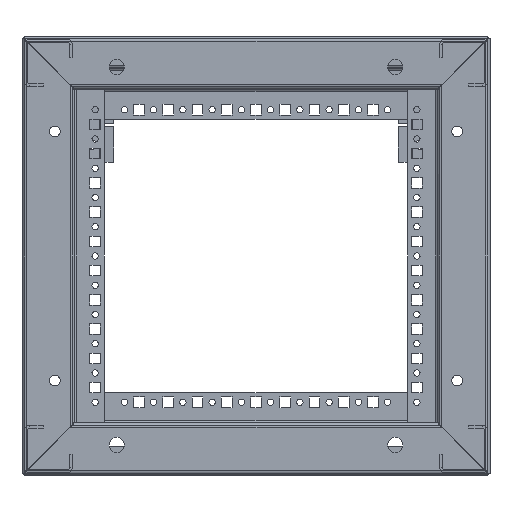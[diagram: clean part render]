
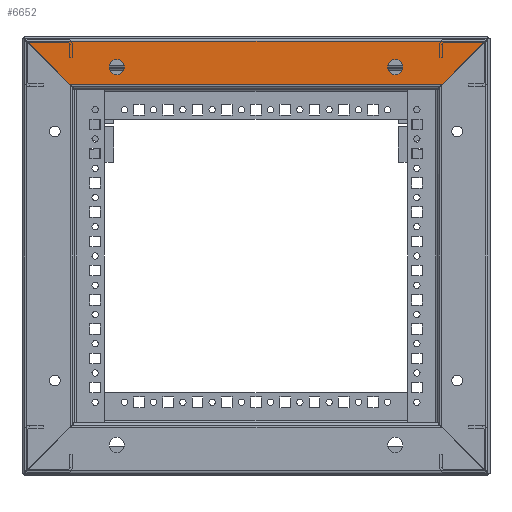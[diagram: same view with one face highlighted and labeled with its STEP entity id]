
A CAD part, front view. The second image highlights one B-rep face of the part: STEP entity #6652.
In plain terms, the highlighted planar face has unit normal (0, -1, 0).
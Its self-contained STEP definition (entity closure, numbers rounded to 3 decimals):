
#6652=ADVANCED_FACE('',(#17738,#17739,#17740),#17741,.T.);
#17738=FACE_OUTER_BOUND('',#36190,.T.);
#17739=FACE_BOUND('',#36191,.T.);
#17740=FACE_BOUND('',#36192,.T.);
#17741=PLANE('',#36193);
#36190=EDGE_LOOP('',(#57353,#57354,#57355,#57356));
#36191=EDGE_LOOP('',(#57357,#57358));
#36192=EDGE_LOOP('',(#57359,#57360));
#36193=AXIS2_PLACEMENT_3D('',#57361,#57362,#57363);
#57353=ORIENTED_EDGE('',*,*,#105487,.T.);
#57354=ORIENTED_EDGE('',*,*,#105489,.T.);
#57355=ORIENTED_EDGE('',*,*,#105393,.T.);
#57356=ORIENTED_EDGE('',*,*,#105375,.F.);
#57357=ORIENTED_EDGE('',*,*,#105029,.T.);
#57358=ORIENTED_EDGE('',*,*,#105351,.T.);
#57359=ORIENTED_EDGE('',*,*,#105024,.T.);
#57360=ORIENTED_EDGE('',*,*,#105354,.T.);
#57361=CARTESIAN_POINT('',(398.0,0.0,352.5));
#57362=DIRECTION('',(0.0,-1.0,0.0));
#57363=DIRECTION('',(0.0,0.0,-1.0));
#105024=EDGE_CURVE('',#125860,#125864,#125866,.T.);
#105029=EDGE_CURVE('',#125869,#125873,#125875,.T.);
#105351=EDGE_CURVE('',#125873,#125869,#126357,.T.);
#105354=EDGE_CURVE('',#125864,#125860,#126360,.T.);
#105375=EDGE_CURVE('',#126394,#126396,#126397,.T.);
#105393=EDGE_CURVE('',#126425,#126396,#126426,.T.);
#105487=EDGE_CURVE('',#126394,#126559,#126561,.T.);
#105489=EDGE_CURVE('',#126559,#126425,#126563,.T.);
#125860=VERTEX_POINT('',#156766);
#125864=VERTEX_POINT('',#156771);
#125866=CIRCLE('',#156774,6.5);
#125869=VERTEX_POINT('',#156777);
#125873=VERTEX_POINT('',#156782);
#125875=CIRCLE('',#156785,6.5);
#126357=CIRCLE('',#157419,6.5);
#126360=CIRCLE('',#157422,6.5);
#126394=VERTEX_POINT('',#157470);
#126396=VERTEX_POINT('',#157472);
#126397=LINE('',#157473,#157474);
#126425=VERTEX_POINT('',#157514);
#126426=LINE('',#157515,#157516);
#126559=VERTEX_POINT('',#157698);
#126561=LINE('',#157700,#157701);
#126563=LINE('',#157703,#157704);
#156766=CARTESIAN_POINT('',(87.5,0.0,349.0));
#156771=CARTESIAN_POINT('',(74.5,0.0,349.0));
#156774=AXIS2_PLACEMENT_3D('',#196641,#196642,#196643);
#156777=CARTESIAN_POINT('',(325.5,0.0,349.0));
#156782=CARTESIAN_POINT('',(312.5,0.0,349.0));
#156785=AXIS2_PLACEMENT_3D('',#196649,#196650,#196651);
#157419=AXIS2_PLACEMENT_3D('',#197068,#197069,#197070);
#157422=AXIS2_PLACEMENT_3D('',#197074,#197075,#197076);
#157470=CARTESIAN_POINT('',(359.,0.0,334.));
#157472=CARTESIAN_POINT('',(41.,0.0,334.));
#157473=CARTESIAN_POINT('',(398.0,0.,334.));
#157474=VECTOR('',#197100,1.0);
#157514=CARTESIAN_POINT('',(4.,0.0,371.));
#157515=CARTESIAN_POINT('',(116.5,0.,258.5));
#157516=VECTOR('',#197119,1.0);
#157698=CARTESIAN_POINT('',(396.,0.0,371.));
#157700=CARTESIAN_POINT('',(382.5,0.0,357.5));
#157701=VECTOR('',#197226,1.0);
#157703=CARTESIAN_POINT('',(398.0,0.0,371.0));
#157704=VECTOR('',#197227,1.0);
#196641=CARTESIAN_POINT('',(81.0,0.0,349.0));
#196642=DIRECTION('',(-0.0,1.0,0.0));
#196643=DIRECTION('',(1.0,0.0,0.0));
#196649=CARTESIAN_POINT('',(319.0,0.0,349.0));
#196650=DIRECTION('',(-0.0,1.0,0.0));
#196651=DIRECTION('',(1.0,0.0,0.0));
#197068=CARTESIAN_POINT('',(319.0,0.0,349.0));
#197069=DIRECTION('',(-0.0,1.0,0.0));
#197070=DIRECTION('',(1.0,0.0,0.0));
#197074=CARTESIAN_POINT('',(81.0,0.0,349.0));
#197075=DIRECTION('',(-0.0,1.0,0.0));
#197076=DIRECTION('',(1.0,0.0,0.0));
#197100=DIRECTION('',(-1.0,0.0,0.0));
#197119=DIRECTION('',(0.707,0.0,-0.707));
#197226=DIRECTION('',(0.707,0.0,0.707));
#197227=DIRECTION('',(-1.0,0.0,0.0));
